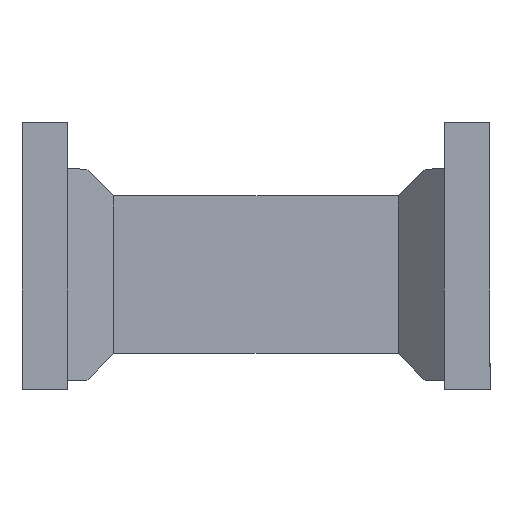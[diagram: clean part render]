
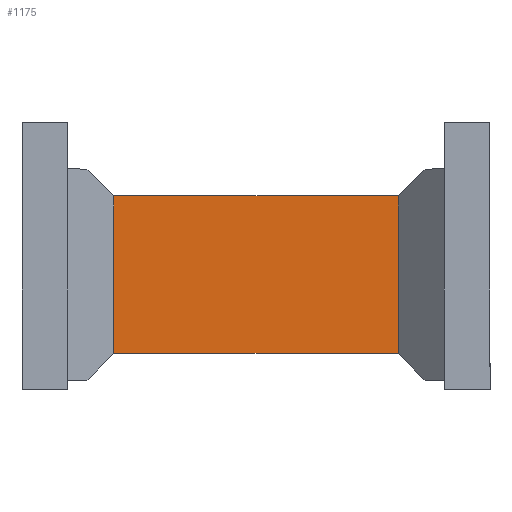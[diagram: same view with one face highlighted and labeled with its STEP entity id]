
A CAD part, top view. The second image highlights one B-rep face of the part: STEP entity #1175.
In plain terms, the highlighted planar face has unit normal (0, 0, 1).
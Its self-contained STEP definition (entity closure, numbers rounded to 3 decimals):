
#33=PLANE('',#1255);
#99=FACE_OUTER_BOUND('',#163,.T.);
#163=EDGE_LOOP('',(#1025,#1026,#1027,#1028));
#313=LINE('',#4130,#409);
#317=LINE('',#4139,#413);
#340=LINE('',#4183,#436);
#341=LINE('',#4184,#437);
#409=VECTOR('',#1415,10.);
#413=VECTOR('',#1421,10.);
#436=VECTOR('',#1462,10.);
#437=VECTOR('',#1463,10.);
#542=VERTEX_POINT('',#4120);
#545=VERTEX_POINT('',#4128);
#548=VERTEX_POINT('',#4136);
#549=VERTEX_POINT('',#4138);
#701=EDGE_CURVE('',#542,#545,#313,.T.);
#705=EDGE_CURVE('',#549,#548,#317,.T.);
#728=EDGE_CURVE('',#545,#549,#340,.T.);
#729=EDGE_CURVE('',#542,#548,#341,.T.);
#1025=ORIENTED_EDGE('',*,*,#701,.T.);
#1026=ORIENTED_EDGE('',*,*,#728,.T.);
#1027=ORIENTED_EDGE('',*,*,#705,.T.);
#1028=ORIENTED_EDGE('',*,*,#729,.F.);
#1175=ADVANCED_FACE('',(#99),#33,.T.);
#1255=AXIS2_PLACEMENT_3D('',#4182,#1460,#1461);
#1415=DIRECTION('',(-1.,0.,0.));
#1421=DIRECTION('',(1.,0.,0.));
#1460=DIRECTION('center_axis',(0.,0.,
1.));
#1461=DIRECTION('ref_axis',(-1.,0.,0.));
#1462=DIRECTION('',(0.,-1.,0.));
#1463=DIRECTION('',(0.,-1.,0.));
#4120=CARTESIAN_POINT('',(-10.,21.071,-25.));
#4128=CARTESIAN_POINT('',(-40.936,21.071,-25.));
#4130=CARTESIAN_POINT('',(-5.,21.071,-25.));
#4136=CARTESIAN_POINT('',(-10.,3.929,-25.));
#4138=CARTESIAN_POINT('',(-40.936,3.929,-25.));
#4139=CARTESIAN_POINT('',(-5.,3.929,-25.));
#4182=CARTESIAN_POINT('Origin',(-10.,29.,-25.));
#4183=CARTESIAN_POINT('',(-40.936,29.,-25.));
#4184=CARTESIAN_POINT('',(-10.,29.,-25.));
